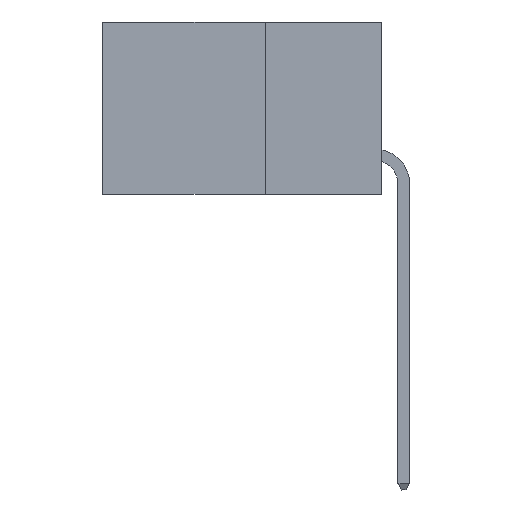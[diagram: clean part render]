
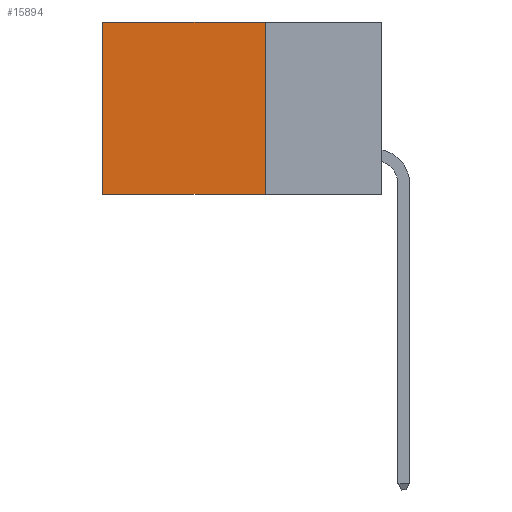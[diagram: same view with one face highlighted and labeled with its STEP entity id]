
A CAD part, left-side view. The second image highlights one B-rep face of the part: STEP entity #15894.
In plain terms, the highlighted planar face has unit normal (-1, 0, 0).
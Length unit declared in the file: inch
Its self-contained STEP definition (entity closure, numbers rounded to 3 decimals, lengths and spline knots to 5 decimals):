
#1183 = DIRECTION ( 'NONE',  ( 0., 0., -1. ) ) ;
#2843 = VERTEX_POINT ( 'NONE', #4511 ) ;
#2861 = CARTESIAN_POINT ( 'NONE',  ( 0.2875, 0.25, -0.37 ) ) ;
#3399 = ORIENTED_EDGE ( 'NONE', *, *, #23481, .F. ) ;
#3479 = DIRECTION ( 'NONE',  ( 1., 0., 0. ) ) ;
#3891 = CARTESIAN_POINT ( 'NONE',  ( 0.2875, 0.25, 0. ) ) ;
#4167 = VECTOR ( 'NONE', #16367, 39.37008 ) ;
#4471 = VECTOR ( 'NONE', #17078, 39.37008 ) ;
#4511 = CARTESIAN_POINT ( 'NONE',  ( 0.2875, 0.25, 0. ) ) ;
#4818 = LINE ( 'NONE', #3891, #4167 ) ;
#5682 = ORIENTED_EDGE ( 'NONE', *, *, #13198, .T. ) ;
#6643 = CARTESIAN_POINT ( 'NONE',  ( 0.2875, 0.25, -0.37 ) ) ;
#7312 = FACE_OUTER_BOUND ( 'NONE', #7685, .T. ) ;
#7685 = EDGE_LOOP ( 'NONE', ( #5682, #3399, #23308, #13986 ) ) ;
#8723 = LINE ( 'NONE', #6643, #4471 ) ;
#10113 = CARTESIAN_POINT ( 'NONE',  ( 0.2875, 0.6, 0. ) ) ;
#10855 = EDGE_CURVE ( 'NONE', #2843, #22371, #4818, .T. ) ;
#11947 = VERTEX_POINT ( 'NONE', #19780 ) ;
#13198 = EDGE_CURVE ( 'NONE', #22020, #11947, #24348, .T. ) ;
#13446 = DIRECTION ( 'NONE',  ( 0., 1., 0. ) ) ;
#13756 = EDGE_CURVE ( 'NONE', #2843, #22020, #25885, .T. ) ;
#13986 = ORIENTED_EDGE ( 'NONE', *, *, #13756, .T. ) ;
#15894 = ADVANCED_FACE ( 'NONE', ( #7312 ), #24019, .F. ) ;
#15958 = CARTESIAN_POINT ( 'NONE',  ( 0.2875, 0.25, 0. ) ) ;
#16367 = DIRECTION ( 'NONE',  ( 0., 0., -1. ) ) ;
#17078 = DIRECTION ( 'NONE',  ( 0., 1., 0. ) ) ;
#17081 = AXIS2_PLACEMENT_3D ( 'NONE', #15958, #3479, #17987 ) ;
#17987 = DIRECTION ( 'NONE',  ( 0., 0., -1. ) ) ;
#18326 = VECTOR ( 'NONE', #1183, 39.37008 ) ;
#19521 = CARTESIAN_POINT ( 'NONE',  ( 0.2875, 0.25, 0. ) ) ;
#19780 = CARTESIAN_POINT ( 'NONE',  ( 0.2875, 0.6, -0.37 ) ) ;
#20512 = VECTOR ( 'NONE', #13446, 39.37008 ) ;
#21731 = CARTESIAN_POINT ( 'NONE',  ( 0.2875, 0.6, 0. ) ) ;
#22020 = VERTEX_POINT ( 'NONE', #10113 ) ;
#22371 = VERTEX_POINT ( 'NONE', #2861 ) ;
#23308 = ORIENTED_EDGE ( 'NONE', *, *, #10855, .F. ) ;
#23481 = EDGE_CURVE ( 'NONE', #22371, #11947, #8723, .T. ) ;
#24019 = PLANE ( 'NONE',  #17081 ) ;
#24348 = LINE ( 'NONE', #21731, #18326 ) ;
#25885 = LINE ( 'NONE', #19521, #20512 ) ;
